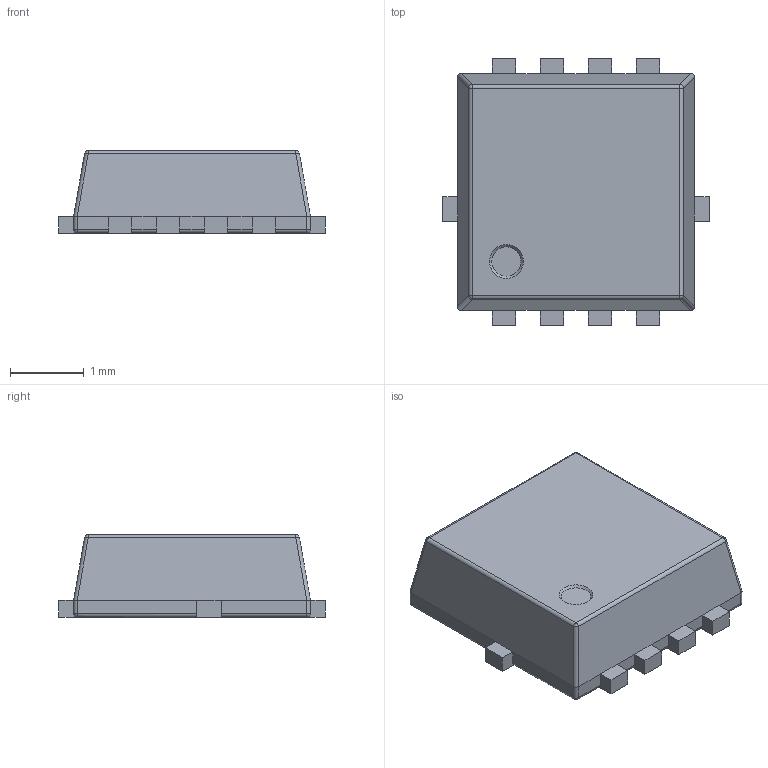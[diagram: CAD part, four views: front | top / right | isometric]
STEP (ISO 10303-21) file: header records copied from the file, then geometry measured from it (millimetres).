
FILE_DESCRIPTION(('STEP AP214'), '1');
FILE_NAME('MO-240', '2021-10-09T13:45:04', ('AF'), (''), 'UNSPECIFIED', 'UNSPECIFIED', '');
FILE_SCHEMA(('AUTOMOTIVE_DESIGN { 1 0 10303 214 3 1 1}'));
Length unit declared in the file: millimetre
Bounding box: 3.61 x 3.61 x 1.12 mm (x, y, z)
Volume: 10.8 mm3; surface area: 51 mm2
Topology: 7 solids, 7 shells, 158 faces, 421 edges, 276 vertices
Faces by surface type: plane 123, cylinder 26, sphere 4, bspline 4, cone 1
Entity records: 6163 total; most frequent: CARTESIAN_POINT 955, DIRECTION 760, ORIENTED_EDGE 752, EDGE_CURVE 376, LINE 362, VECTOR 362, VERTEX_POINT 234, AXIS2_PLACEMENT_3D 199
